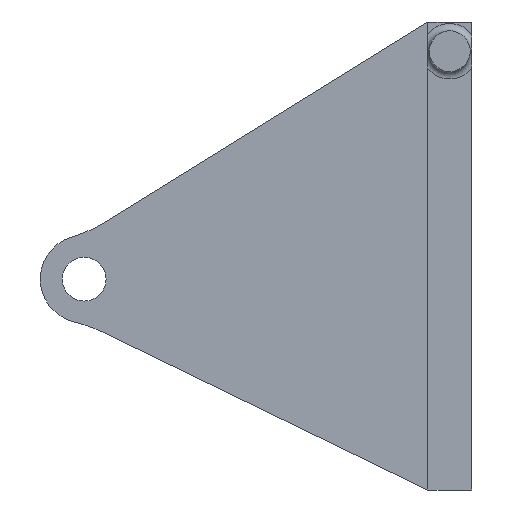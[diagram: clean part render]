
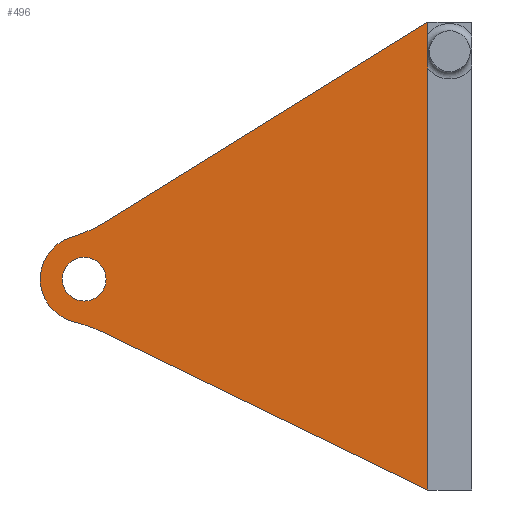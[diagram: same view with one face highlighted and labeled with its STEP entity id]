
A CAD part, left-side view. The second image highlights one B-rep face of the part: STEP entity #496.
In plain terms, the highlighted planar face has unit normal (-1, 0, 0).
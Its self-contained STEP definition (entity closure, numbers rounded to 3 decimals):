
#28=FACE_BOUND('',#67,.T.);
#38=FACE_OUTER_BOUND('',#66,.T.);
#66=EDGE_LOOP('',(#358,#359,#360,#361,#362,#363));
#67=EDGE_LOOP('',(#364,#365));
#94=CIRCLE('',#537,1.5);
#95=CIRCLE('',#538,1.5);
#96=CIRCLE('',#541,10.);
#97=CIRCLE('',#543,3.);
#98=CIRCLE('',#545,10.);
#118=LINE('',#758,#163);
#123=LINE('',#774,#168);
#125=LINE('',#777,#170);
#163=VECTOR('',#608,10.);
#168=VECTOR('',#627,10.);
#170=VECTOR('',#631,10.);
#211=VERTEX_POINT('',#749);
#212=VERTEX_POINT('',#750);
#213=VERTEX_POINT('',#755);
#214=VERTEX_POINT('',#757);
#215=VERTEX_POINT('',#761);
#216=VERTEX_POINT('',#765);
#217=VERTEX_POINT('',#769);
#218=VERTEX_POINT('',#773);
#259=EDGE_CURVE('',#211,#212,#94,.T.);
#260=EDGE_CURVE('',#212,#211,#95,.T.);
#263=EDGE_CURVE('',#214,#213,#118,.T.);
#265=EDGE_CURVE('',#215,#214,#96,.T.);
#267=EDGE_CURVE('',#216,#215,#97,.T.);
#269=EDGE_CURVE('',#217,#216,#98,.T.);
#271=EDGE_CURVE('',#218,#217,#123,.T.);
#273=EDGE_CURVE('',#218,#213,#125,.T.);
#358=ORIENTED_EDGE('',*,*,#273,.F.);
#359=ORIENTED_EDGE('',*,*,#271,.T.);
#360=ORIENTED_EDGE('',*,*,#269,.T.);
#361=ORIENTED_EDGE('',*,*,#267,.T.);
#362=ORIENTED_EDGE('',*,*,#265,.T.);
#363=ORIENTED_EDGE('',*,*,#263,.T.);
#364=ORIENTED_EDGE('',*,*,#259,.T.);
#365=ORIENTED_EDGE('',*,*,#260,.T.);
#473=PLANE('',#547);
#496=ADVANCED_FACE('',(#38,#28),#473,.T.);
#537=AXIS2_PLACEMENT_3D('',#751,#600,#601);
#538=AXIS2_PLACEMENT_3D('',#752,#602,#603);
#541=AXIS2_PLACEMENT_3D('',#762,#612,#613);
#543=AXIS2_PLACEMENT_3D('',#766,#617,#618);
#545=AXIS2_PLACEMENT_3D('',#770,#622,#623);
#547=AXIS2_PLACEMENT_3D('',#776,#629,#630);
#600=DIRECTION('center_axis',(1.,0.,0.));
#601=DIRECTION('ref_axis',(0.,0.,-1.));
#602=DIRECTION('center_axis',(1.,0.,0.));
#603=DIRECTION('ref_axis',(0.,0.,-1.));
#608=DIRECTION('',(0.,-0.899,-0.437));
#612=DIRECTION('center_axis',(1.,0.,0.));
#613=DIRECTION('ref_axis',(0.,-0.437,0.899));
#617=DIRECTION('center_axis',(-1.,0.,0.));
#618=DIRECTION('ref_axis',(0.,0.287,0.958));
#622=DIRECTION('center_axis',(1.,0.,0.));
#623=DIRECTION('ref_axis',(0.,-0.287,-0.958));
#627=DIRECTION('',(0.,0.85,-0.527));
#629=DIRECTION('center_axis',(-1.,0.,0.));
#630=DIRECTION('ref_axis',(0.,0.,-1.));
#631=DIRECTION('',(0.,0.,-1.));
#749=CARTESIAN_POINT('',(-48.5,28.,-1.583));
#750=CARTESIAN_POINT('',(-48.5,26.5,-0.083));
#751=CARTESIAN_POINT('Origin',(-48.5,26.5,-1.583));
#752=CARTESIAN_POINT('Origin',(-48.5,26.5,-1.583));
#755=CARTESIAN_POINT('',(-48.5,3.,-16.));
#757=CARTESIAN_POINT('',(-48.5,25.175,-5.227));
#758=CARTESIAN_POINT('',(-48.5,25.175,-5.227));
#761=CARTESIAN_POINT('',(-48.5,27.203,-4.5));
#762=CARTESIAN_POINT('Origin',(-48.5,29.545,-14.221));
#765=CARTESIAN_POINT('',(-48.5,27.361,1.291));
#766=CARTESIAN_POINT('Origin',(-48.5,26.5,-1.583));
#769=CARTESIAN_POINT('',(-48.5,24.96,2.373));
#770=CARTESIAN_POINT('Origin',(-48.5,30.233,10.869));
#773=CARTESIAN_POINT('',(-48.5,3.,16.));
#774=CARTESIAN_POINT('',(-48.5,24.96,2.373));
#776=CARTESIAN_POINT('Origin',(-48.5,16.25,0.));
#777=CARTESIAN_POINT('',(-48.5,3.,0.));
